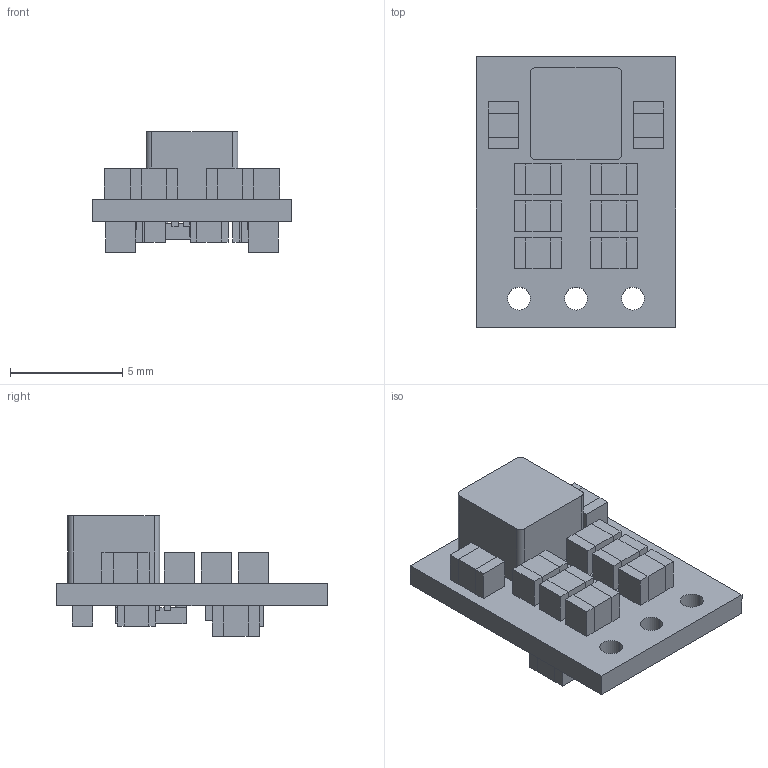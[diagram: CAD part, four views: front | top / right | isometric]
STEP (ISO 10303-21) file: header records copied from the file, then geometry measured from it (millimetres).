
FILE_DESCRIPTION (( 'STEP AP214' ), '1' );
FILE_NAME ('reg26c.step', '2023-12-14T21:36:56', ( '' ), ( '' ), 'SwSTEP 2.0', 'SolidWorks 2021', '' );
FILE_SCHEMA (( 'AUTOMOTIVE_DESIGN' ));
Length unit declared in the file: millimetre
Products named in the file (1): reg26c
Bounding box: 8.89 x 12.06 x 5.37 mm (x, y, z)
Volume: 211.7 mm3; surface area: 461.1 mm2
Topology: 1 solids, 1 shells, 692 faces, 1871 edges, 1226 vertices
Faces by surface type: plane 470, bspline 190, cylinder 32
Entity records: 36072 total; most frequent: CARTESIAN_POINT 12421, ORIENTED_EDGE 3742, DIRECTION 2463, EDGE_CURVE 1871, VECTOR 1333, LINE 1333, VERTEX_POINT 1226, EDGE_LOOP 773
